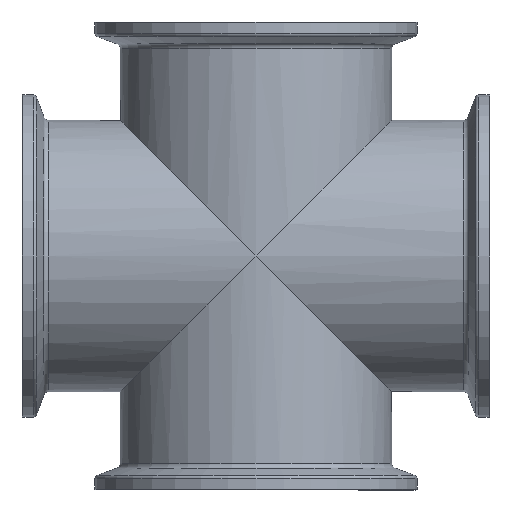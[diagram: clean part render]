
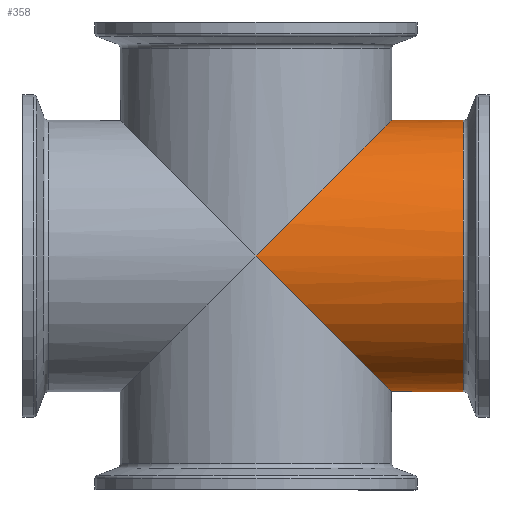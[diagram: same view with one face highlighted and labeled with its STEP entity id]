
A CAD part, front view. The second image highlights one B-rep face of the part: STEP entity #358.
In plain terms, the highlighted cylindrical face has radius 80 mm (diameter 160 mm), a full revolution.
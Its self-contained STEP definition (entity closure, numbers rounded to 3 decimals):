
#42=CIRCLE('',#412,80.);
#74=ORIENTED_EDGE('',*,*,#146,.F.);
#75=ORIENTED_EDGE('',*,*,#147,.F.);
#76=ORIENTED_EDGE('',*,*,#148,.T.);
#146=EDGE_CURVE('',#180,#181,#212,.T.);
#147=EDGE_CURVE('',#181,#180,#213,.T.);
#148=EDGE_CURVE('',#182,#182,#42,.T.);
#180=VERTEX_POINT('',#622);
#181=VERTEX_POINT('',#623);
#182=VERTEX_POINT('',#626);
#212=ELLIPSE('',#410,113.137,80.);
#213=ELLIPSE('',#411,113.137,80.);
#220=EDGE_LOOP('',(#74,#75));
#221=EDGE_LOOP('',(#76));
#284=FACE_BOUND('',#220,.T.);
#285=FACE_BOUND('',#221,.T.);
#346=CYLINDRICAL_SURFACE('',#409,80.);
#358=ADVANCED_FACE('',(#284,#285),#346,.T.);
#409=AXIS2_PLACEMENT_3D('',#620,#487,#488);
#410=AXIS2_PLACEMENT_3D('',#621,#489,#490);
#411=AXIS2_PLACEMENT_3D('',#624,#491,#492);
#412=AXIS2_PLACEMENT_3D('',#625,#493,#494);
#487=DIRECTION('',(-1.,0.,0.));
#488=DIRECTION('',(0.,0.,1.));
#489=DIRECTION('',(-0.707,0.,0.707));
#490=DIRECTION('',(-0.707,0.,-0.707));
#491=DIRECTION('',(-0.707,0.,-0.707));
#492=DIRECTION('',(-0.707,0.,0.707));
#493=DIRECTION('',(-1.,0.,0.));
#494=DIRECTION('',(0.,0.,1.));
#620=CARTESIAN_POINT('',(0.,0.,0.));
#621=CARTESIAN_POINT('',(0.,0.,0.));
#622=CARTESIAN_POINT('',(0.,-80.,0.));
#623=CARTESIAN_POINT('',(0.,80.,0.));
#624=CARTESIAN_POINT('',(0.,0.,0.));
#625=CARTESIAN_POINT('',(122.302,0.,0.));
#626=CARTESIAN_POINT('',(122.302,0.,80.));
